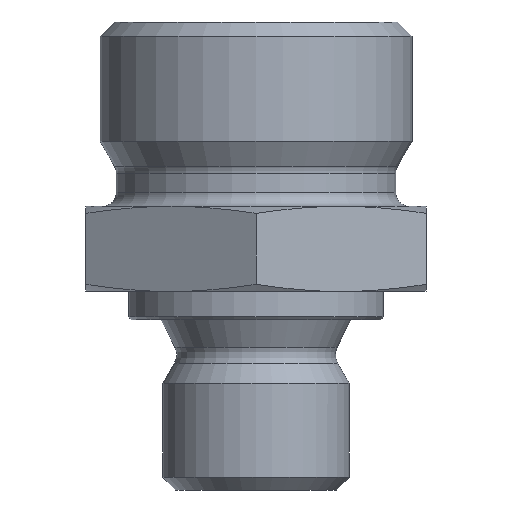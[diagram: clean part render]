
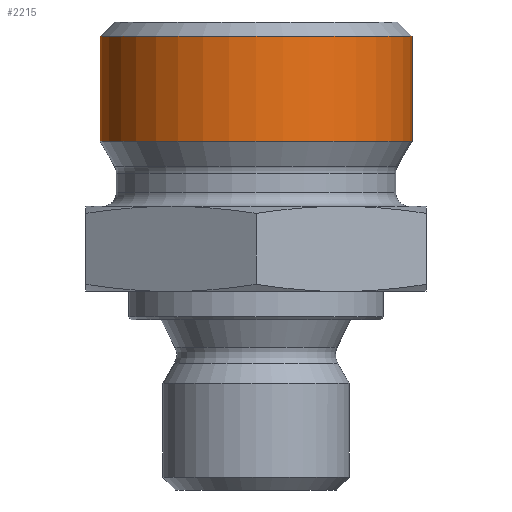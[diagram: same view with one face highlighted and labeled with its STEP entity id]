
A CAD part, front view. The second image highlights one B-rep face of the part: STEP entity #2215.
In plain terms, the highlighted cylindrical face has radius 11 mm (diameter 22 mm), a full revolution.
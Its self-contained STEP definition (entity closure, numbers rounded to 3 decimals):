
#2169=CARTESIAN_POINT('',(5.565,8.457,24.592));
#2170=VERTEX_POINT('',#2169);
#2171=CARTESIAN_POINT('',(-5.435,8.457,24.592));
#2172=DIRECTION('',(0.0,0.0,-1.0));
#2173=DIRECTION('',(-1.0,0.0,0.0));
#2174=AXIS2_PLACEMENT_3D('',#2171,#2172,#2173);
#2175=CIRCLE('',#2174,11.0);
#2176=EDGE_CURVE('',#2170,#2170,#2175,.T.);
#2196=CARTESIAN_POINT('',(-5.435,8.457,33.0));
#2197=DIRECTION('',(0.0,0.0,-1.0));
#2198=DIRECTION('',(-1.0,0.0,0.0));
#2199=AXIS2_PLACEMENT_3D('',#2196,#2197,#2198);
#2200=CYLINDRICAL_SURFACE('',#2199,11.0);
#2201=CARTESIAN_POINT('',(5.565,8.457,32.0));
#2202=VERTEX_POINT('',#2201);
#2203=CARTESIAN_POINT('',(-5.435,8.457,32.0));
#2204=DIRECTION('',(0.0,0.0,1.0));
#2205=DIRECTION('',(-1.0,0.0,0.0));
#2206=AXIS2_PLACEMENT_3D('',#2203,#2204,#2205);
#2207=CIRCLE('',#2206,11.0);
#2208=EDGE_CURVE('',#2202,#2202,#2207,.T.);
#2209=ORIENTED_EDGE('',*,*,#2208,.F.);
#2210=EDGE_LOOP('',(#2209));
#2211=FACE_OUTER_BOUND('',#2210,.T.);
#2212=ORIENTED_EDGE('',*,*,#2176,.F.);
#2213=EDGE_LOOP('',(#2212));
#2214=FACE_BOUND('',#2213,.T.);
#2215=ADVANCED_FACE('',(#2211,#2214),#2200,.T.);
